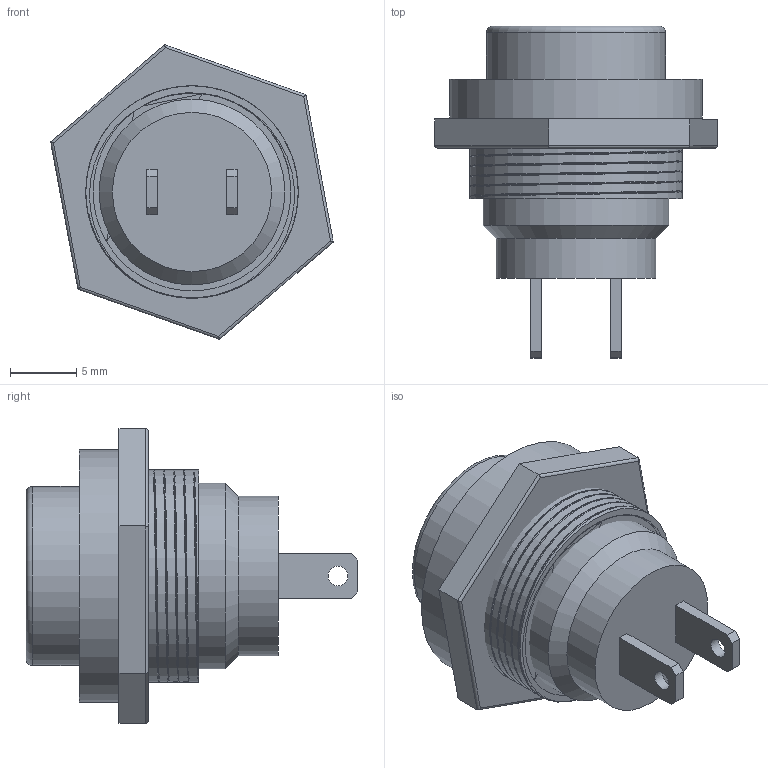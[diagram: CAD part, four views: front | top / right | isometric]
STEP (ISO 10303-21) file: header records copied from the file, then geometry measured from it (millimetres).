
FILE_DESCRIPTION(/* description */ ('','CAx-IF Rec.Pracs.---Representation and Presentation of Product Manufacturing Information (PMI)---4.0---2014-10-13'),/* implementation_level */ '2;1');
FILE_NAME(/* name */ 'Кнопка2.STEP',/* time_stamp */ '2020-02-08T17:10:34+03:00',/* author */ ('Andre'),/* organization */ (''),/* preprocessor_version */ 'ST-DEVELOPER v18',/* originating_system */ 'Autodesk Inventor 2020',/* authorisation */ '');
FILE_SCHEMA (('AP242_MANAGED_MODEL_BASED_3D_ENGINEERING_MIM_LF { 1 0 10303 442 1 1 4 }'));
Length unit declared in the file: millimetre
Products named in the file (1): Кнопка2
Bounding box: 21.29 x 25 x 22.21 mm (x, y, z)
Volume: 5735.8 mm3; surface area: 3890.3 mm2
Topology: 4 solids, 4 shells, 65 faces, 208 edges, 194 vertices
Faces by surface type: plane 30, cylinder 27, bspline 6, cone 1, torus 1
Full cylindrical faces by diameter (mm): 1.5 x2, 12 x1, 13.5 x1, 14 x1, 14.888 x1, 16 x12, 19 x1
Entity records: 7238 total; most frequent: CARTESIAN_POINT 5401, DIRECTION 335, ORIENTED_EDGE 322, EDGE_CURVE 161, AXIS2_PLACEMENT_3D 127, VERTEX_POINT 108, LINE 81, VECTOR 81
